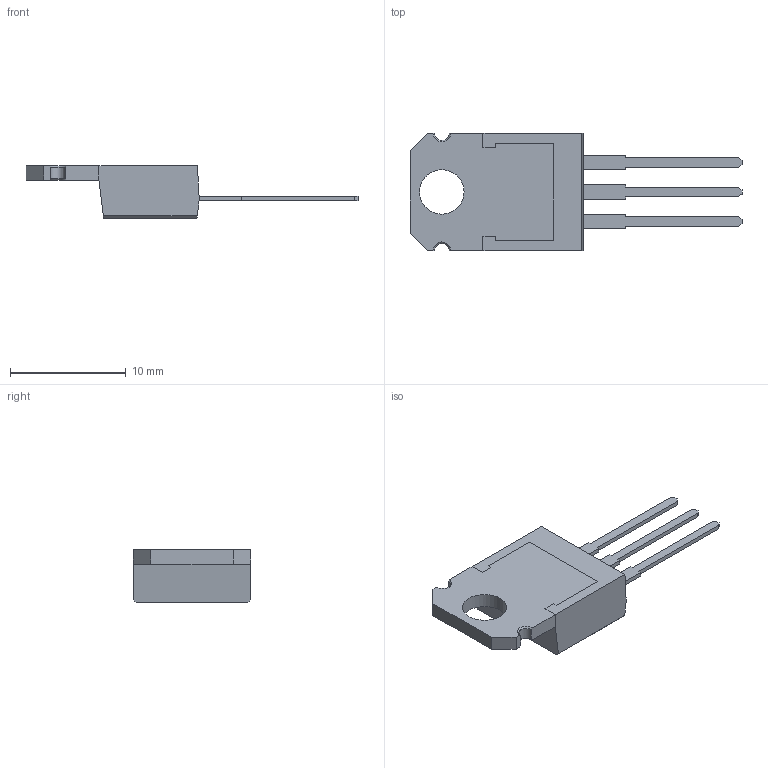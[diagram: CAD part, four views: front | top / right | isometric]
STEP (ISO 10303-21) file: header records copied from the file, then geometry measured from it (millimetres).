
FILE_DESCRIPTION( ( '' ), ' ' );
FILE_NAME( '5b5082a56a48930ee74d4960.step', '2018-07-19T12:23:01', ( '' ), ( '' ), ' ', ' ', ' ' );
FILE_SCHEMA( ( 'AUTOMOTIVE_DESIGN { 1 0 10303 214 1 1 1 1 }' ) );
Length unit declared in the file: metre
Products named in the file (5): Open CASCADE STEP translator 6.8 5; Open CASCADE STEP translator 6.8 4; Open CASCADE STEP translator 6.8 3; Open CASCADE STEP translator 6.8 2; Open CASCADE STEP translator 6.8 1
Bounding box: 28.65 x 10.16 x 4.57 mm (x, y, z)
Volume: 466.8 mm3; surface area: 735.7 mm2
Topology: 5 solids, 5 shells, 83 faces, 214 edges, 142 vertices
Faces by surface type: plane 75, cone 4, cylinder 4
Full cylindrical faces by diameter (mm): 1.085 x1, 3.835 x1
Entity records: 4258 total; most frequent: CARTESIAN_POINT 442, ORIENTED_EDGE 424, DIRECTION 400, STYLED_ITEM 295, PRESENTATION_STYLE_ASSIGNMENT 295, COLOUR_RGB 295, EDGE_CURVE 212, CURVE_STYLE 212
